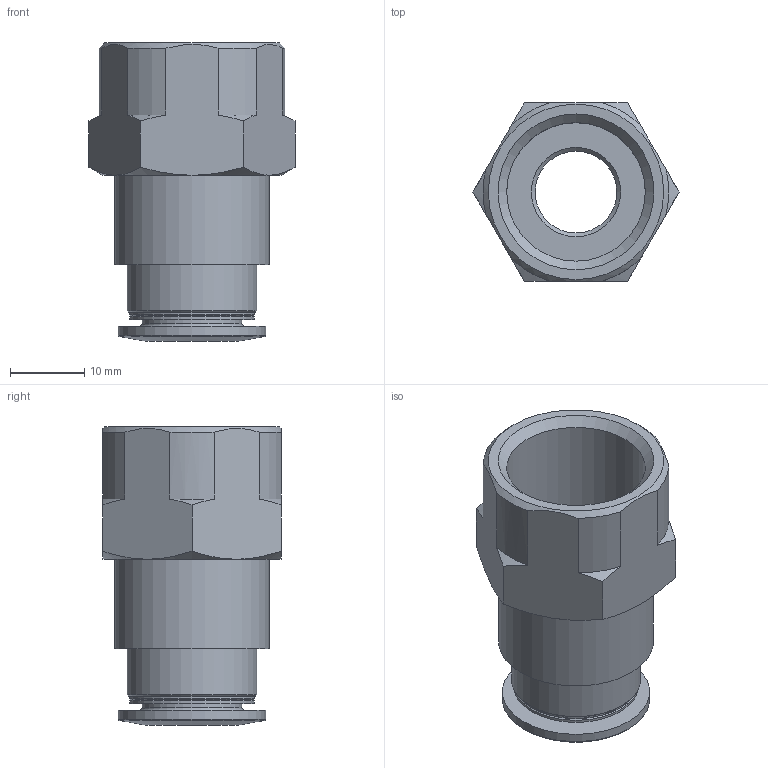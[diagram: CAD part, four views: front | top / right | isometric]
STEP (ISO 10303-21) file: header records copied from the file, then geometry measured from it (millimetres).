
FILE_DESCRIPTION(/* description */ ('STEP AP214'),/* implementation_level */ '2;1');
FILE_NAME(/* name */ '190653_QSF-1_2-12-B',/* time_stamp */ '2024-09-11T11:28:07+02:00',/* author */ ('License CC BY-ND 4.0'),/* organization */ ('CADENAS'),/* preprocessor_version */ 'ST-DEVELOPER v19.3',/* originating_system */ 'PARTsolutions',/* authorisation */ ' ');
FILE_SCHEMA (('AUTOMOTIVE_DESIGN {1 0 10303 214 3 1 1}'));
Length unit declared in the file: millimetre
Products named in the file (1): 190653 QSF-1/2-12-B
Bounding box: 27.71 x 24 x 40.1 mm (x, y, z)
Volume: 8368.7 mm3; surface area: 5557.8 mm2
Topology: 1 solids, 1 shells, 51 faces, 113 edges, 70 vertices
Faces by surface type: cone 19, cylinder 15, plane 14, torus 3
Full cylindrical faces by diameter (mm): 11 x1, 12 x1, 13.4 x1, 16.8 x2, 17.4 x1, 18.631 x1, 19.8 x1, 20.8 x1
Entity records: 1711 total; most frequent: CARTESIAN_POINT 308, DIRECTION 210, ORIENTED_EDGE 184, AXIS2_PLACEMENT_3D 96, EDGE_CURVE 92, EDGE_LOOP 78, FACE_BOUND 78, VERTEX_POINT 68
